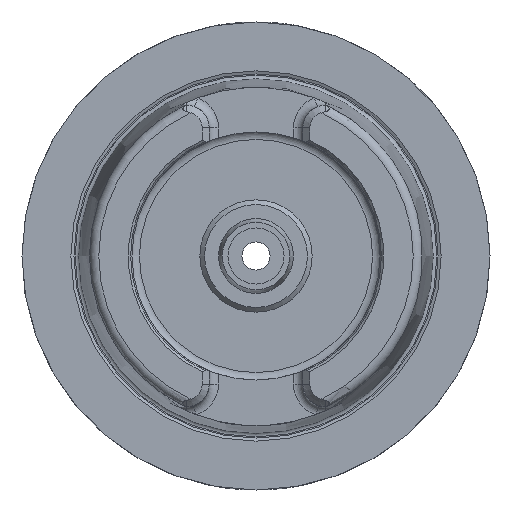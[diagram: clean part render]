
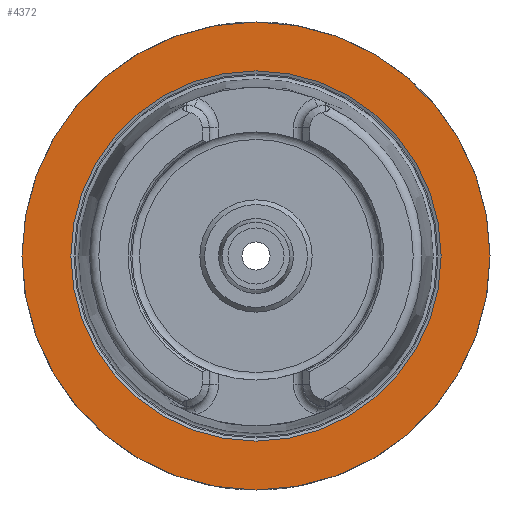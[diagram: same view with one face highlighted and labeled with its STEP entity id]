
A CAD part, left-side view. The second image highlights one B-rep face of the part: STEP entity #4372.
In plain terms, the highlighted planar face has unit normal (-1, 0, 0).
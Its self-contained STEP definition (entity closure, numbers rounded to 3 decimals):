
#1812=CARTESIAN_POINT('',(0.,50.0,0.0));
#1813=VERTEX_POINT('',#1812);
#1814=CARTESIAN_POINT('',(0.,0.,0.0));
#1815=DIRECTION('',(1.0,0.0,0.0));
#1816=DIRECTION('',(0.0,1.0,0.0));
#1817=AXIS2_PLACEMENT_3D('',#1814,#1815,#1816);
#1818=CIRCLE('',#1817,50.0);
#1819=EDGE_CURVE('',#1813,#1813,#1818,.T.);
#4346=CARTESIAN_POINT('',(0.,39.55,0.0));
#4347=VERTEX_POINT('',#4346);
#4348=CARTESIAN_POINT('',(0.,0.,0.0));
#4349=DIRECTION('',(1.0,0.0,0.0));
#4350=DIRECTION('',(0.0,1.0,0.0));
#4351=AXIS2_PLACEMENT_3D('',#4348,#4349,#4350);
#4352=CIRCLE('',#4351,39.55);
#4353=EDGE_CURVE('',#4347,#4347,#4352,.T.);
#4361=CARTESIAN_POINT('',(0.,44.775,0.0));
#4362=DIRECTION('',(-1.0,0.0,0.0));
#4363=DIRECTION('',(0.0,0.0,1.0));
#4364=AXIS2_PLACEMENT_3D('',#4361,#4362,#4363);
#4365=PLANE('',#4364);
#4366=ORIENTED_EDGE('',*,*,#1819,.F.);
#4367=EDGE_LOOP('',(#4366));
#4368=FACE_OUTER_BOUND('',#4367,.T.);
#4369=ORIENTED_EDGE('',*,*,#4353,.T.);
#4370=EDGE_LOOP('',(#4369));
#4371=FACE_BOUND('',#4370,.T.);
#4372=ADVANCED_FACE('',(#4368,#4371),#4365,.T.);
